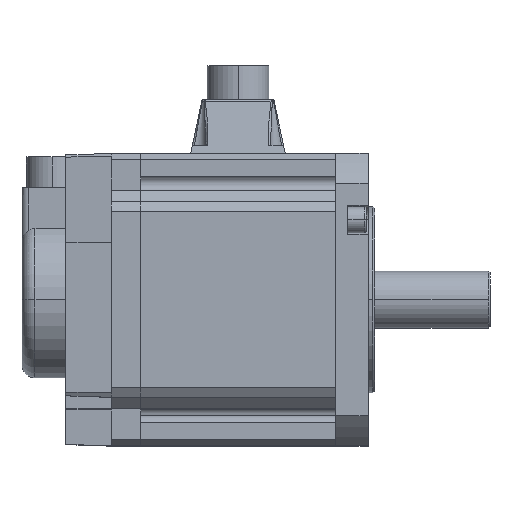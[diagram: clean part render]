
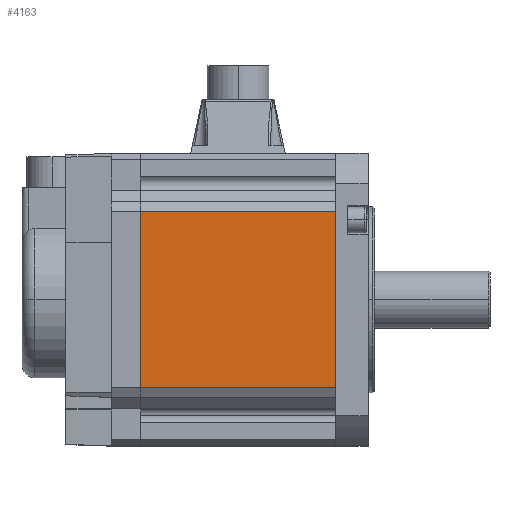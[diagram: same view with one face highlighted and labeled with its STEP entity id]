
A CAD part, top view. The second image highlights one B-rep face of the part: STEP entity #4163.
In plain terms, the highlighted planar face has unit normal (0, 0, 1).
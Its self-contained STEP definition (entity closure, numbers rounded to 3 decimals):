
#20 = EDGE_CURVE ( 'NONE', #8407, #9369, #11566, .T. ) ;
#408 = CARTESIAN_POINT ( 'NONE',  ( 60., -54.2, 90. ) ) ;
#499 = EDGE_CURVE ( 'NONE', #9369, #5009, #4120, .T. ) ;
#706 = ORIENTED_EDGE ( 'NONE', *, *, #9505, .F. ) ;
#780 = DIRECTION ( 'NONE',  ( -1., 0., 0. ) ) ;
#792 = FACE_OUTER_BOUND ( 'NONE', #13464, .T. ) ;
#1535 = CARTESIAN_POINT ( 'NONE',  ( -60., 54.2, 90. ) ) ;
#2186 = ORIENTED_EDGE ( 'NONE', *, *, #5068, .F. ) ;
#2971 = DIRECTION ( 'NONE',  ( -1., 0., 0. ) ) ;
#3020 = CARTESIAN_POINT ( 'NONE',  ( 80., -54.2, 90. ) ) ;
#4036 = CARTESIAN_POINT ( 'NONE',  ( 60., -90., 90. ) ) ;
#4120 = LINE ( 'NONE', #13805, #4470 ) ;
#4163 = ADVANCED_FACE ( 'NONE', ( #792 ), #8396, .F. ) ;
#4470 = VECTOR ( 'NONE', #8069, 1000. ) ;
#4918 = CARTESIAN_POINT ( 'NONE',  ( 60., -90., 90. ) ) ;
#5009 = VERTEX_POINT ( 'NONE', #5865 ) ;
#5068 = EDGE_CURVE ( 'NONE', #8407, #11870, #6996, .T. ) ;
#5865 = CARTESIAN_POINT ( 'NONE',  ( -60., -54.2, 90. ) ) ;
#6398 = AXIS2_PLACEMENT_3D ( 'NONE', #4036, #9492, #2971 ) ;
#6996 = LINE ( 'NONE', #4918, #12649 ) ;
#8069 = DIRECTION ( 'NONE',  ( 0., -1., 0. ) ) ;
#8396 = PLANE ( 'NONE',  #6398 ) ;
#8407 = VERTEX_POINT ( 'NONE', #8988 ) ;
#8528 = CARTESIAN_POINT ( 'NONE',  ( 80., 54.2, 90. ) ) ;
#8567 = DIRECTION ( 'NONE',  ( -1., 0., 0. ) ) ;
#8735 = LINE ( 'NONE', #3020, #11218 ) ;
#8757 = VECTOR ( 'NONE', #8567, 1000. ) ;
#8988 = CARTESIAN_POINT ( 'NONE',  ( 60., 54.2, 90. ) ) ;
#9369 = VERTEX_POINT ( 'NONE', #1535 ) ;
#9392 = ORIENTED_EDGE ( 'NONE', *, *, #499, .T. ) ;
#9492 = DIRECTION ( 'NONE',  ( 0., 0., -1. ) ) ;
#9505 = EDGE_CURVE ( 'NONE', #11870, #5009, #8735, .T. ) ;
#11218 = VECTOR ( 'NONE', #780, 1000. ) ;
#11566 = LINE ( 'NONE', #8528, #8757 ) ;
#11870 = VERTEX_POINT ( 'NONE', #408 ) ;
#12409 = DIRECTION ( 'NONE',  ( 0., -1., 0. ) ) ;
#12537 = ORIENTED_EDGE ( 'NONE', *, *, #20, .T. ) ;
#12649 = VECTOR ( 'NONE', #12409, 1000. ) ;
#13464 = EDGE_LOOP ( 'NONE', ( #9392, #706, #2186, #12537 ) ) ;
#13805 = CARTESIAN_POINT ( 'NONE',  ( -60., -90., 90. ) ) ;
